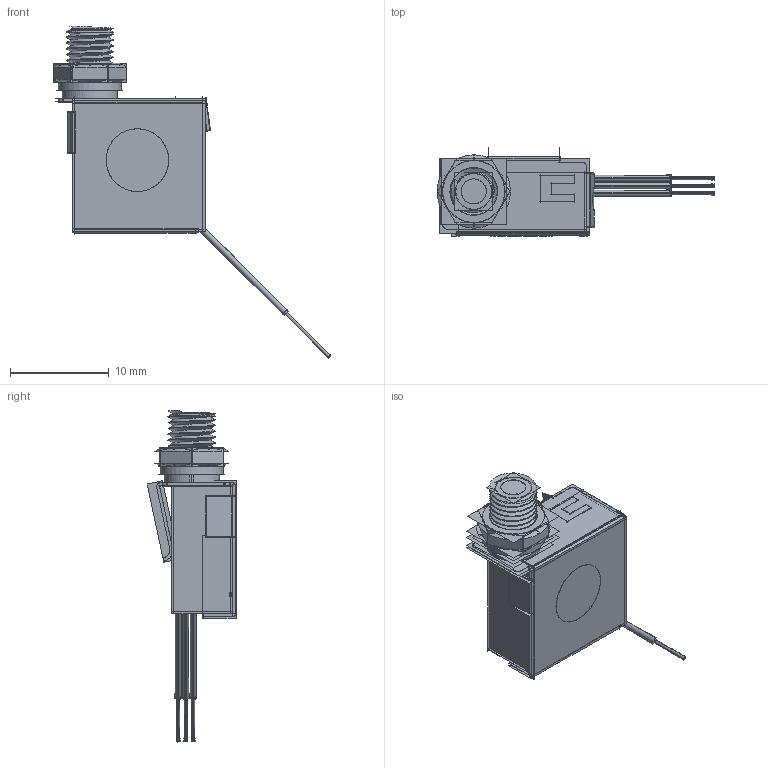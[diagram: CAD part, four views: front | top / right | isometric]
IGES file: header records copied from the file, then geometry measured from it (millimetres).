
Start section:  PTC IGES file: _3250l001_h-65p-1_opt.igs
Global section: file name: _3250l001_h-65p-1_opt.igs; native system: Creo Parametric by Parametric Technology Corporation; preprocessor: 2012230; author: stevec; organization: Unknown; date: 20121025.093524; units: inch
Bounding box: 28.11 x 9.07 x 33.62 mm (x, y, z)
Volume: 8395.4 mm3; surface area: 63224.9 mm2
Topology: 2 solids, 6 shells, 498 faces, 3246 edges, 4627 vertices
Faces by surface type: bspline 286, revolution 212
